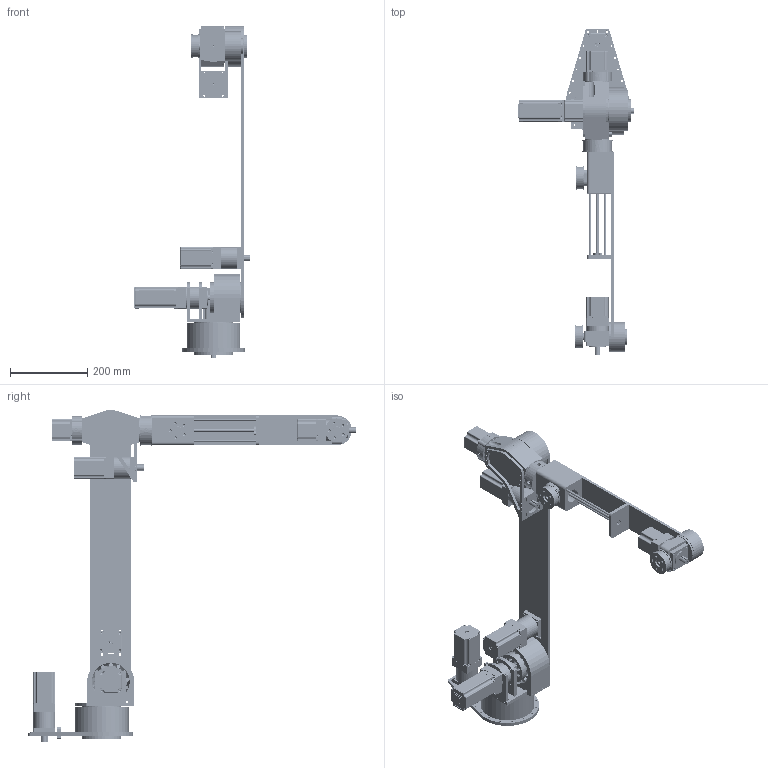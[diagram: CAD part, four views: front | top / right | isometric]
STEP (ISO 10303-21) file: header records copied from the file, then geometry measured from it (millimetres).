
FILE_DESCRIPTION(/* description */ ('STEP AP242','CAx-IF Rec.Pracs.---Representation and Presentation of Product Manufacturing Information (PMI)---4.0---2014-10-13','CAx-IF Rec.Pracs.---3D Tessellated Geometry---0.4---2014-09-14','2;1'),/* implementation_level */ '2;1');
FILE_NAME(/* name */ '6778b83f22fa0f4ae7e317f6',/* time_stamp */ '2025-01-04T04:25:39Z',/* author */ (''),/* organization */ (''),/* preprocessor_version */ 'ST-DEVELOPER v20',/* originating_system */ 'ONSHAPE BY PTC INC, 1.191',/* authorisation */ ' ');
FILE_SCHEMA (('AP242_MANAGED_MODEL_BASED_3D_ENGINEERING_MIM_LF { 1 0 10303 442 1 1 4 }'));
Products named in the file (158): Assembly; DIN 618 - HK4020 - 40 x 47 x 20; J5 Lead Screw 8mm; DIN 5405 T2 - AXK4565 - 45 x 65 x 3; J2 Bottom Arm; DIN 5405 T3 - AS3552 - 35 x 52 x 1; DIN 5405 T2 - AXK3552 - 35 x 52 x 2; JIS B 1521 - 688 8x16x4x1.61; J5 Spindle Turret; J1 Turret Platform; DIN 618 - HK1612 - 16 x 22 x 12; J5 Pipe Housing; Nema 23 23HS5628; J5 Idler Tension; Planetary Gearbox NEMA 23 - PX57004 - SKU030; J4 Front Housing; J5 Timing Hub B; J5 Bearing Arm; Nema 23 23HS8328; DIN 720 - 32013X - 65 x 100 x 23; J2 Motor Support Bottom; Nema 23 5718HB6401; J3 Spindle Housing; J3 Spindle Bracket; J5 Spindle Bracket; J5 Bearing Post; J6 Motor Mount B; DIN 720 - 30206 - 30 x 62 x 17.25; J5 Motor Mount; J5 Spindle Housing; J4 Mount Center; J2 Spindle Housing; J1 Base Plate; J5 Rod 6mm; J2 Spindle Turret; J4 Mount Right; J5 Timing Hub A; J2 Motor Bracket Top; J2 Motor Support Top; DIN 720 - 30209 - 45 x 85 x 20.75 ...
Assembly tree (238 placements, depth 2):
  Assembly
    DIN 618 - HK4020 - 40 x 47 x 20  x2
    J5 Lead Screw 8mm
    DIN 5405 T2 - AXK4565 - 45 x 65 x 3  x2
    DIN 618 - HK4020 - 40 x 47 x 20  x2
    J2 Bottom Arm
    DIN 5405 T3 - AS3552 - 35 x 52 x 1  x2
    DIN 5405 T2 - AXK3552 - 35 x 52 x 2
    DIN 5405 T2 - AXK4565 - 45 x 65 x 3  x2
    JIS B 1521 - 688 8x16x4x1.61
    DIN 618 - HK4020 - 40 x 47 x 20  x2
    DIN 618 - HK4020 - 40 x 47 x 20  x2
    DIN 5405 T2 - AXK3552 - 35 x 52 x 2
    DIN 618 - HK4020 - 40 x 47 x 20  x2
    J5 Spindle Turret
    DIN 618 - HK4020 - 40 x 47 x 20  x2
    DIN 5405 T2 - AXK4565 - 45 x 65 x 3  x2
    J1 Turret Platform
    DIN 618 - HK1612 - 16 x 22 x 12  x2
    DIN 5405 T2 - AXK3552 - 35 x 52 x 2
    J5 Pipe Housing
    DIN 5405 T2 - AXK3552 - 35 x 52 x 2
    DIN 5405 T2 - AXK4565 - 45 x 65 x 3  x2
    DIN 618 - HK4020 - 40 x 47 x 20  x2
    Nema 23 23HS5628  x2
    J5 Idler Tension
    Planetary Gearbox NEMA 23 - PX57004 - SKU030  x5
    DIN 5405 T2 - AXK4565 - 45 x 65 x 3  x2
    DIN 5405 T2 - AXK4565 - 45 x 65 x 3  x2
    DIN 5405 T2 - AXK4565 - 45 x 65 x 3  x2
    JIS B 1521 - 688 8x16x4x1.61
    DIN 5405 T2 - AXK4565 - 45 x 65 x 3  x2
    DIN 618 - HK4020 - 40 x 47 x 20  x2
    DIN 5405 T2 - AXK4565 - 45 x 65 x 3  x2
    JIS B 1521 - 688 8x16x4x1.61
    J4 Front Housing
    DIN 5405 T2 - AXK3552 - 35 x 52 x 2
    DIN 5405 T2 - AXK4565 - 45 x 65 x 3  x2
    DIN 5405 T2 - AXK3552 - 35 x 52 x 2
    DIN 5405 T2 - AXK4565 - 45 x 65 x 3  x2
    DIN 5405 T2 - AXK3552 - 35 x 52 x 2
    J5 Timing Hub B  x2
    J5 Bearing Arm
    DIN 5405 T2 - AXK4565 - 45 x 65 x 3  x2
    Nema 23 23HS8328  x3
    DIN 720 - 32013X - 65 x 100 x 23  x2
    J2 Motor Support Bottom
    Nema 23 5718HB6401
    DIN 618 - HK4020 - 40 x 47 x 20  x2
    DIN 5405 T2 - AXK4565 - 45 x 65 x 3  x2
    DIN 5405 T2 - AXK3552 - 35 x 52 x 2
    JIS B 1521 - 688 8x16x4x1.61
    DIN 618 - HK4020 - 40 x 47 x 20  x2
    DIN 618 - HK4020 - 40 x 47 x 20  x2
    J3 Spindle Housing
    DIN 5405 T2 - AXK4565 - 45 x 65 x 3  x2
    DIN 5405 T2 - AXK3552 - 35 x 52 x 2
    DIN 5405 T2 - AXK4565 - 45 x 65 x 3  x2
    DIN 618 - HK1612 - 16 x 22 x 12  x2
    J3 Spindle Bracket
Bounding box: 302 x 846.64 x 858.5 mm (x, y, z)
Volume: 7181145.2 mm3; surface area: 1793486.5 mm2
Topology: 238 solids, 238 shells, 4041 faces, 9306 edges, 6063 vertices
Faces by surface type: plane 1841, cylinder 1446, cone 344, sphere 291, torus 119
Full cylindrical faces by diameter (mm): 1 x7, 2 x33, 2.25 x22, 2.5 x82, 2.625 x44, 3 x68, 3.025 x64, 3.3 x95, 4 x1, 4.05 x91, 4.2 x69, 4.459 x5, 5 x33, 5.025 x73, 5.5 x40, 6 x6, 6.35 x10, 6.5 x2, 6.8 x3, 7.5 x6, 8 x7, 8.5 x1, 10.4 x8, 10.5 x1, 10.608 x2, 11 x7, 13.392 x4, 14 x5, 15.98 x1, 16 x7
Entity records: 81986 total; most frequent: DIRECTION 13985, CARTESIAN_POINT 13582, ORIENTED_EDGE 10650, AXIS2_PLACEMENT_3D 5752, EDGE_CURVE 5325, FACE_BOUND 4907, EDGE_LOOP 4885, VERTEX_POINT 4060
